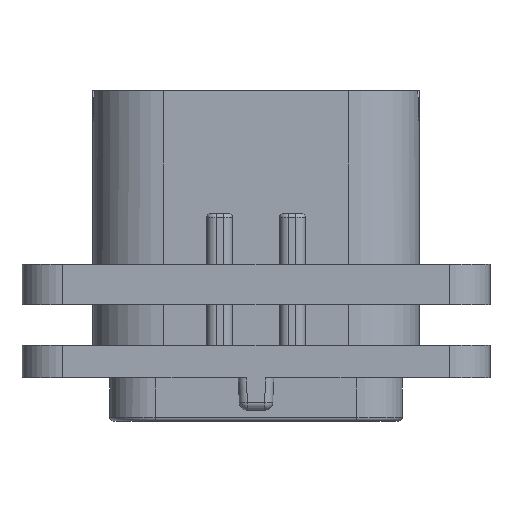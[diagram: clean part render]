
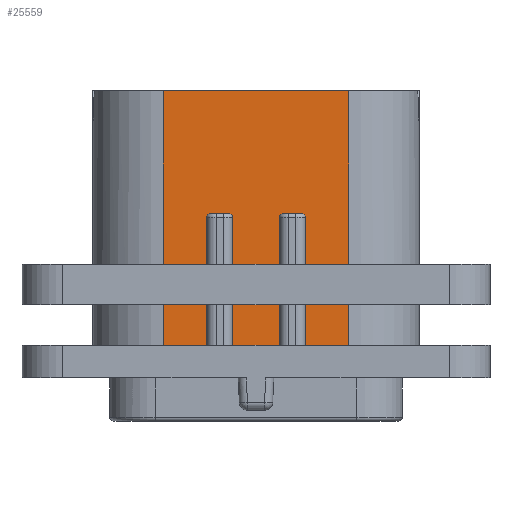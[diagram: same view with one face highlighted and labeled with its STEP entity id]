
A CAD part, front view. The second image highlights one B-rep face of the part: STEP entity #25559.
In plain terms, the highlighted planar face has unit normal (0, -1, 0).
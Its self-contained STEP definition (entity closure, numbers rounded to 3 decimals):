
#1314=DIRECTION('',(1.,0.,0.));
#1315=VECTOR('',#1314,11.4);
#1316=CARTESIAN_POINT('',(-5.7,-9.,17.67));
#1317=LINE('',#1316,#1315);
#5262=DIRECTION('',(1.,0.,0.));
#5263=VECTOR('',#5262,2.66);
#5264=CARTESIAN_POINT('',(-5.7,-9.,2.));
#5265=LINE('',#5264,#5263);
#5274=CARTESIAN_POINT('',(-2.79,-9.,9.87));
#5275=DIRECTION('',(0.,1.,0.));
#5276=DIRECTION('',(-1.,0.,0.));
#5277=AXIS2_PLACEMENT_3D('',#5274,#5275,#5276);
#5306=CARTESIAN_POINT('',(-1.69,-9.,9.87));
#5307=DIRECTION('',(0.,1.,0.));
#5308=DIRECTION('',(0.,0.,1.));
#5309=AXIS2_PLACEMENT_3D('',#5306,#5307,#5308);
#5319=DIRECTION('',(0.,0.,1.));
#5320=VECTOR('',#5319,7.87);
#5321=CARTESIAN_POINT('',(3.04,-9.,2.));
#5322=LINE('',#5321,#5320);
#5323=DIRECTION('',(1.,0.,0.));
#5324=VECTOR('',#5323,1.1);
#5325=CARTESIAN_POINT('',(1.69,-9.,10.12));
#5326=LINE('',#5325,#5324);
#5327=DIRECTION('',(0.,0.,1.));
#5328=VECTOR('',#5327,7.87);
#5329=CARTESIAN_POINT('',(1.44,-9.,2.));
#5330=LINE('',#5329,#5328);
#5331=DIRECTION('',(0.,0.,1.));
#5332=VECTOR('',#5331,7.87);
#5333=CARTESIAN_POINT('',(-1.44,-9.,2.));
#5334=LINE('',#5333,#5332);
#5335=DIRECTION('',(1.,0.,0.));
#5336=VECTOR('',#5335,1.1);
#5337=CARTESIAN_POINT('',(-2.79,-9.,10.12));
#5338=LINE('',#5337,#5336);
#5339=DIRECTION('',(0.,0.,1.));
#5340=VECTOR('',#5339,7.87);
#5341=CARTESIAN_POINT('',(-3.04,-9.,2.));
#5342=LINE('',#5341,#5340);
#5343=DIRECTION('',(0.,0.,-1.));
#5344=VECTOR('',#5343,15.67);
#5345=CARTESIAN_POINT('',(-5.7,-9.,17.67));
#5346=LINE('',#5345,#5344);
#5347=DIRECTION('',(0.,0.,-1.));
#5348=VECTOR('',#5347,15.67);
#5349=CARTESIAN_POINT('',(5.7,-9.,17.67));
#5350=LINE('',#5349,#5348);
#5364=CARTESIAN_POINT('',(2.79,-9.,9.87));
#5365=DIRECTION('',(0.,1.,0.));
#5366=DIRECTION('',(0.,0.,1.));
#5367=AXIS2_PLACEMENT_3D('',#5364,#5365,#5366);
#5406=CARTESIAN_POINT('',(1.69,-9.,9.87));
#5407=DIRECTION('',(0.,1.,0.));
#5408=DIRECTION('',(-1.,0.,0.));
#5409=AXIS2_PLACEMENT_3D('',#5406,#5407,#5408);
#5493=DIRECTION('',(1.,0.,0.));
#5494=VECTOR('',#5493,2.66);
#5495=CARTESIAN_POINT('',(3.04,-9.,2.));
#5496=LINE('',#5495,#5494);
#8954=DIRECTION('',(1.,0.,0.));
#8955=VECTOR('',#8954,2.88);
#8956=CARTESIAN_POINT('',(-1.44,-9.,2.));
#8957=LINE('',#8956,#8955);
#15755=CARTESIAN_POINT('',(-5.7,-9.,17.67));
#15756=CARTESIAN_POINT('',(-5.7,-9.,2.));
#15757=VERTEX_POINT('',#15755);
#15758=VERTEX_POINT('',#15756);
#15759=CARTESIAN_POINT('',(5.7,-9.,17.67));
#15760=CARTESIAN_POINT('',(5.7,-9.,2.));
#15761=VERTEX_POINT('',#15759);
#15762=VERTEX_POINT('',#15760);
#15917=CARTESIAN_POINT('',(-3.04,-9.,2.));
#15918=VERTEX_POINT('',#15917);
#15919=CARTESIAN_POINT('',(-1.44,-9.,2.));
#15920=CARTESIAN_POINT('',(1.44,-9.,2.));
#15921=VERTEX_POINT('',#15919);
#15922=VERTEX_POINT('',#15920);
#15923=CARTESIAN_POINT('',(3.04,-9.,2.));
#15924=VERTEX_POINT('',#15923);
#18404=CARTESIAN_POINT('',(-1.44,-9.,9.87));
#18406=VERTEX_POINT('',#18404);
#18408=CARTESIAN_POINT('',(-1.69,-9.,10.12));
#18410=VERTEX_POINT('',#18408);
#18431=CARTESIAN_POINT('',(-2.79,-9.,10.12));
#18432=VERTEX_POINT('',#18431);
#18433=CARTESIAN_POINT('',(-3.04,-9.,9.87));
#18434=VERTEX_POINT('',#18433);
#18436=CARTESIAN_POINT('',(3.04,-9.,9.87));
#18438=VERTEX_POINT('',#18436);
#18440=CARTESIAN_POINT('',(2.79,-9.,10.12));
#18442=VERTEX_POINT('',#18440);
#18443=CARTESIAN_POINT('',(1.69,-9.,10.12));
#18445=VERTEX_POINT('',#18443);
#18447=CARTESIAN_POINT('',(1.44,-9.,9.87));
#18449=VERTEX_POINT('',#18447);
#25529=CARTESIAN_POINT('',(-10.05,-9.,2.));
#25530=DIRECTION('',(0.,-1.,0.));
#25531=DIRECTION('',(1.,0.,0.));
#25532=AXIS2_PLACEMENT_3D('',#25529,#25530,#25531);
#25533=PLANE('',#25532);
#25535=ORIENTED_EDGE('',*,*,#25534,.T.);
#25537=ORIENTED_EDGE('',*,*,#25536,.F.);
#25539=ORIENTED_EDGE('',*,*,#25538,.F.);
#25541=ORIENTED_EDGE('',*,*,#25540,.F.);
#25543=ORIENTED_EDGE('',*,*,#25542,.F.);
#25545=ORIENTED_EDGE('',*,*,#25544,.F.);
#25546=ORIENTED_EDGE('',*,*,#25520,.T.);
#25547=ORIENTED_EDGE('',*,*,#25509,.F.);
#25548=ORIENTED_EDGE('',*,*,#25494,.F.);
#25549=ORIENTED_EDGE('',*,*,#25475,.F.);
#25550=ORIENTED_EDGE('',*,*,#25460,.F.);
#25551=ORIENTED_EDGE('',*,*,#25445,.F.);
#25552=ORIENTED_EDGE('',*,*,#19882,.F.);
#25553=ORIENTED_EDGE('',*,*,#20067,.T.);
#25554=ORIENTED_EDGE('',*,*,#20327,.T.);
#25556=ORIENTED_EDGE('',*,*,#25555,.F.);
#25557=EDGE_LOOP('',(#25535,#25537,#25539,#25541,#25543,#25545,#25546,#25547,
#25548,#25549,#25550,#25551,#25552,#25553,#25554,#25556));
#25558=FACE_OUTER_BOUND('',#25557,.F.);
#25559=ADVANCED_FACE('',(#25558),#25533,.T.);
#5278=CIRCLE('',#5277,0.25);
#5310=CIRCLE('',#5309,0.25);
#5368=CIRCLE('',#5367,0.25);
#5410=CIRCLE('',#5409,0.25);
#19882=EDGE_CURVE('',#15757,#15758,#5346,.T.);
#20067=EDGE_CURVE('',#15757,#15761,#1317,.T.);
#20327=EDGE_CURVE('',#15761,#15762,#5350,.T.);
#25445=EDGE_CURVE('',#15758,#15918,#5265,.T.);
#25460=EDGE_CURVE('',#15918,#18434,#5342,.T.);
#25475=EDGE_CURVE('',#18434,#18432,#5278,.T.);
#25494=EDGE_CURVE('',#18432,#18410,#5338,.T.);
#25509=EDGE_CURVE('',#18410,#18406,#5310,.T.);
#25520=EDGE_CURVE('',#15921,#18406,#5334,.T.);
#25534=EDGE_CURVE('',#15924,#18438,#5322,.T.);
#25536=EDGE_CURVE('',#18442,#18438,#5368,.T.);
#25538=EDGE_CURVE('',#18445,#18442,#5326,.T.);
#25540=EDGE_CURVE('',#18449,#18445,#5410,.T.);
#25542=EDGE_CURVE('',#15922,#18449,#5330,.T.);
#25544=EDGE_CURVE('',#15921,#15922,#8957,.T.);
#25555=EDGE_CURVE('',#15924,#15762,#5496,.T.);
